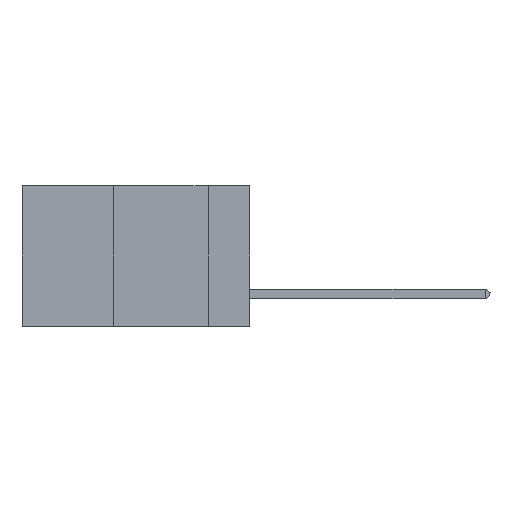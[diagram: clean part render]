
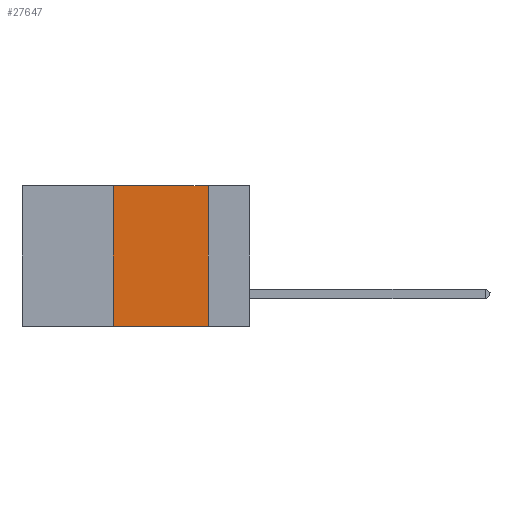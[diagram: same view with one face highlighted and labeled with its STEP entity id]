
A CAD part, left-side view. The second image highlights one B-rep face of the part: STEP entity #27647.
In plain terms, the highlighted planar face has unit normal (-1, 0, 0).
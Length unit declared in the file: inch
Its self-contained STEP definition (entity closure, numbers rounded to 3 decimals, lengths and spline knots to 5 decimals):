
#161 = DIRECTION ( 'NONE',  ( 1., 0., 0. ) ) ;
#516 = ORIENTED_EDGE ( 'NONE', *, *, #22207, .T. ) ;
#2709 = VERTEX_POINT ( 'NONE', #35799 ) ;
#3145 = PLANE ( 'NONE',  #4239 ) ;
#4239 = AXIS2_PLACEMENT_3D ( 'NONE', #36662, #161, #18490 ) ;
#5114 = VECTOR ( 'NONE', #34777, 39.37008 ) ;
#5766 = EDGE_LOOP ( 'NONE', ( #36205, #18854, #35256, #516 ) ) ;
#5889 = CARTESIAN_POINT ( 'NONE',  ( 0., 0.36, 0. ) ) ;
#8478 = DIRECTION ( 'NONE',  ( 0., 0., 1. ) ) ;
#8578 = EDGE_CURVE ( 'NONE', #31198, #32855, #37384, .T. ) ;
#10044 = DIRECTION ( 'NONE',  ( 0., 0., -1. ) ) ;
#10290 = EDGE_CURVE ( 'NONE', #2709, #31198, #11776, .T. ) ;
#10555 = DIRECTION ( 'NONE',  ( 0., -1., 0. ) ) ;
#10770 = CARTESIAN_POINT ( 'NONE',  ( 0., 0.6, -0.37 ) ) ;
#10796 = VECTOR ( 'NONE', #8478, 39.37008 ) ;
#11776 = LINE ( 'NONE', #14543, #10796 ) ;
#12053 = VERTEX_POINT ( 'NONE', #27202 ) ;
#14111 = EDGE_CURVE ( 'NONE', #32855, #12053, #16260, .T. ) ;
#14543 = CARTESIAN_POINT ( 'NONE',  ( 0., 0.36, 0. ) ) ;
#16260 = LINE ( 'NONE', #28843, #33980 ) ;
#18490 = DIRECTION ( 'NONE',  ( 0., 0., -1. ) ) ;
#18854 = ORIENTED_EDGE ( 'NONE', *, *, #8578, .F. ) ;
#19882 = CARTESIAN_POINT ( 'NONE',  ( 0., 0.6, 0. ) ) ;
#21136 = VECTOR ( 'NONE', #10555, 39.37008 ) ;
#22207 = EDGE_CURVE ( 'NONE', #2709, #12053, #31542, .T. ) ;
#24277 = FACE_OUTER_BOUND ( 'NONE', #5766, .T. ) ;
#25261 = CARTESIAN_POINT ( 'NONE',  ( 0., 0.11, 0. ) ) ;
#27202 = CARTESIAN_POINT ( 'NONE',  ( 0., 0.11, -0.37 ) ) ;
#27647 = ADVANCED_FACE ( 'NONE', ( #24277 ), #3145, .F. ) ;
#28843 = CARTESIAN_POINT ( 'NONE',  ( 0., 0.11, 0. ) ) ;
#31198 = VERTEX_POINT ( 'NONE', #5889 ) ;
#31542 = LINE ( 'NONE', #10770, #5114 ) ;
#32855 = VERTEX_POINT ( 'NONE', #25261 ) ;
#33980 = VECTOR ( 'NONE', #10044, 39.37008 ) ;
#34777 = DIRECTION ( 'NONE',  ( 0., -1., 0. ) ) ;
#35256 = ORIENTED_EDGE ( 'NONE', *, *, #10290, .F. ) ;
#35799 = CARTESIAN_POINT ( 'NONE',  ( 0., 0.36, -0.37 ) ) ;
#36205 = ORIENTED_EDGE ( 'NONE', *, *, #14111, .F. ) ;
#36662 = CARTESIAN_POINT ( 'NONE',  ( 0., 0.6, 0. ) ) ;
#37384 = LINE ( 'NONE', #19882, #21136 ) ;
